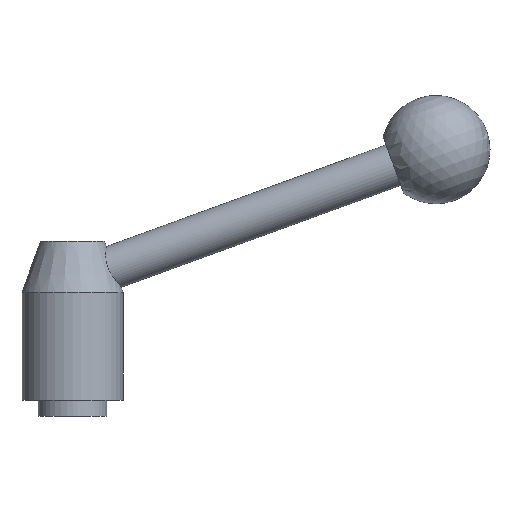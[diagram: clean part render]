
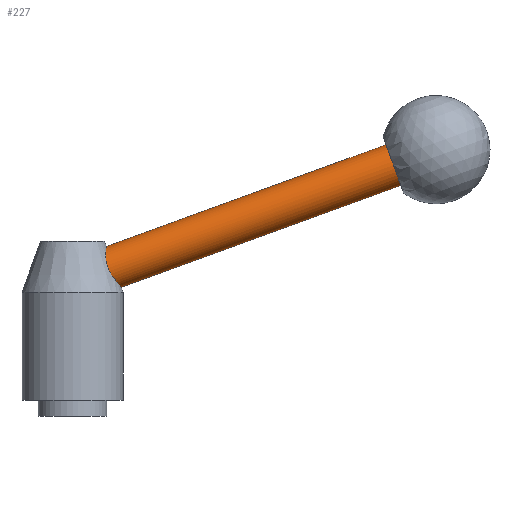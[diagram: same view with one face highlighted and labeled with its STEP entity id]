
A CAD part, front view. The second image highlights one B-rep face of the part: STEP entity #227.
In plain terms, the highlighted cylindrical face has radius 6 mm (diameter 12 mm), a partial arc.
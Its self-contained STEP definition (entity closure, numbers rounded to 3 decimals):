
#211=VERTEX_POINT('',#458);
#227=ADVANCED_FACE('',(#477),#478,.T.);
#233=EDGE_CURVE('',#333,#321,#484,.T.);
#237=EDGE_CURVE('',#269,#295,#488,.T.);
#269=VERTEX_POINT('',#521);
#273=EDGE_CURVE('',#295,#211,#525,.T.);
#295=VERTEX_POINT('',#551);
#305=EDGE_CURVE('',#269,#321,#563,.T.);
#321=VERTEX_POINT('',#580);
#331=EDGE_CURVE('',#333,#211,#592,.T.);
#333=VERTEX_POINT('',#594);
#458=CARTESIAN_POINT('',(9.383,0.,47.09));
#477=FACE_OUTER_BOUND('',#757,.T.);
#478=CYLINDRICAL_SURFACE('',#758,6.);
#484=CIRCLE('',#769,6.);
#488=B_SPLINE_CURVE_WITH_KNOTS('',3,(#774,#775,#776,#777,#778,#779,#780,#781,#782,#783,#784,#785,#786,#787,#788,#789,#790,#791),.UNSPECIFIED.,.F.,.F.,(4,2,2,2,2,2,2,2,4),(26.606,27.894,29.181,30.469,31.757,33.047,34.338,35.628,36.919),.UNSPECIFIED.);
#521=CARTESIAN_POINT('',(13.487,0.,35.814));
#525=B_SPLINE_CURVE_WITH_KNOTS('',3,(#873,#874,#875,#876,#877,#878,#879,#880,#881,#882,#883,#884,#885,#886,#887,#888,#889,#890),.UNSPECIFIED.,.F.,.F.,(4,2,2,2,2,2,2,2,4),(0.0,1.024,2.049,3.073,4.098,5.11,6.122,7.134,8.147),.UNSPECIFIED.);
#551=CARTESIAN_POINT('',(9.591,-5.903,41.927));
#563=LINE('',#938,#939);
#580=CARTESIAN_POINT('',(91.012,0.,64.031));
#592=LINE('',#975,#976);
#594=CARTESIAN_POINT('',(86.907,0.0,75.307));
#757=EDGE_LOOP('',(#1155,#1156,#1157,#1158,#1159));
#758=AXIS2_PLACEMENT_3D('',#1160,#1161,#1162);
#769=AXIS2_PLACEMENT_3D('',#1165,#1166,#1167);
#774=CARTESIAN_POINT('',(13.487,0.,35.814));
#775=CARTESIAN_POINT('',(13.487,-0.429,35.814));
#776=CARTESIAN_POINT('',(13.452,-0.869,35.851));
#777=CARTESIAN_POINT('',(13.312,-1.734,36.005));
#778=CARTESIAN_POINT('',(13.206,-2.159,36.121));
#779=CARTESIAN_POINT('',(12.936,-2.963,36.426));
#780=CARTESIAN_POINT('',(12.771,-3.342,36.616));
#781=CARTESIAN_POINT('',(12.403,-4.031,37.053));
#782=CARTESIAN_POINT('',(12.201,-4.341,37.301));
#783=CARTESIAN_POINT('',(11.788,-4.875,37.832));
#784=CARTESIAN_POINT('',(11.564,-5.117,38.133));
#785=CARTESIAN_POINT('',(11.11,-5.521,38.792));
#786=CARTESIAN_POINT('',(10.88,-5.683,39.149));
#787=CARTESIAN_POINT('',(10.443,-5.912,39.903));
#788=CARTESIAN_POINT('',(10.237,-5.979,40.301));
#789=CARTESIAN_POINT('',(9.873,-6.013,41.11));
#790=CARTESIAN_POINT('',(9.717,-5.98,41.523));
#791=CARTESIAN_POINT('',(9.591,-5.903,41.927));
#873=CARTESIAN_POINT('',(9.591,-5.903,41.927));
#874=CARTESIAN_POINT('',(9.492,-5.841,42.248));
#875=CARTESIAN_POINT('',(9.407,-5.749,42.579));
#876=CARTESIAN_POINT('',(9.275,-5.503,43.238));
#877=CARTESIAN_POINT('',(9.228,-5.349,43.566));
#878=CARTESIAN_POINT('',(9.168,-4.988,44.196));
#879=CARTESIAN_POINT('',(9.155,-4.781,44.499));
#880=CARTESIAN_POINT('',(9.152,-4.328,45.059));
#881=CARTESIAN_POINT('',(9.163,-4.083,45.317));
#882=CARTESIAN_POINT('',(9.193,-3.58,45.772));
#883=CARTESIAN_POINT('',(9.214,-3.303,45.987));
#884=CARTESIAN_POINT('',(9.261,-2.706,46.372));
#885=CARTESIAN_POINT('',(9.287,-2.387,46.541));
#886=CARTESIAN_POINT('',(9.331,-1.723,46.814));
#887=CARTESIAN_POINT('',(9.35,-1.378,46.919));
#888=CARTESIAN_POINT('',(9.376,-0.686,47.057));
#889=CARTESIAN_POINT('',(9.383,-0.337,47.09));
#890=CARTESIAN_POINT('',(9.383,0.,47.09));
#938=CARTESIAN_POINT('',(47.551,0.,48.212));
#939=VECTOR('',#1239,1.0);
#975=CARTESIAN_POINT('',(43.447,0.,59.489));
#976=VECTOR('',#1282,1.0);
#1155=ORIENTED_EDGE('',*,*,#331,.T.);
#1156=ORIENTED_EDGE('',*,*,#273,.F.);
#1157=ORIENTED_EDGE('',*,*,#237,.F.);
#1158=ORIENTED_EDGE('',*,*,#305,.T.);
#1159=ORIENTED_EDGE('',*,*,#233,.F.);
#1160=CARTESIAN_POINT('',(45.499,0.0,53.851));
#1161=DIRECTION('',(0.94,-0.0,0.342));
#1162=DIRECTION('',(-0.342,0.0,0.94));
#1165=CARTESIAN_POINT('',(88.959,0.0,69.669));
#1166=DIRECTION('',(0.94,0.0,0.342));
#1167=DIRECTION('',(-0.342,0.0,0.94));
#1239=DIRECTION('',(0.94,-0.0,0.342));
#1282=DIRECTION('',(-0.94,0.0,-0.342));
